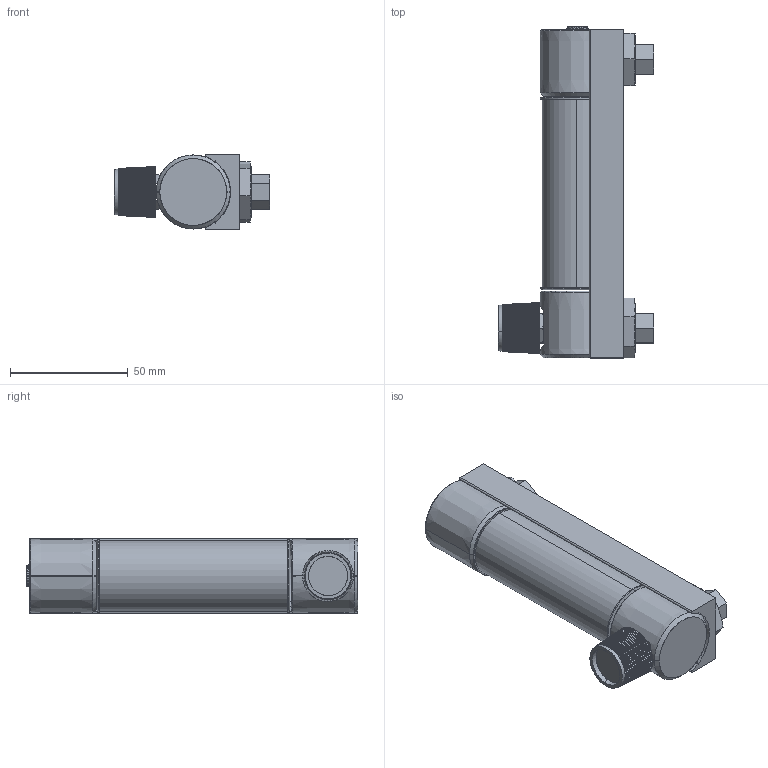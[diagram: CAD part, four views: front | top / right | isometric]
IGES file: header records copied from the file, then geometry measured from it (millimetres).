
Start section: SolidWorks IGES file using analytic representation for surfaces
Global section: file name: 1250-V.IGS; native system: SolidWorks 2017; preprocessor: SolidWorks 2017; author: dzilinskis; date: 180126.162511; units: inch
Bounding box: 66.12 x 141.24 x 31.75 mm (x, y, z)
Surface area: 36419.6 mm2 (no closed solid volume)
Topology: 0 solids, 0 shells, 470 faces, 4820 edges, 4820 vertices
Faces by surface type: bspline 377, revolution 93
